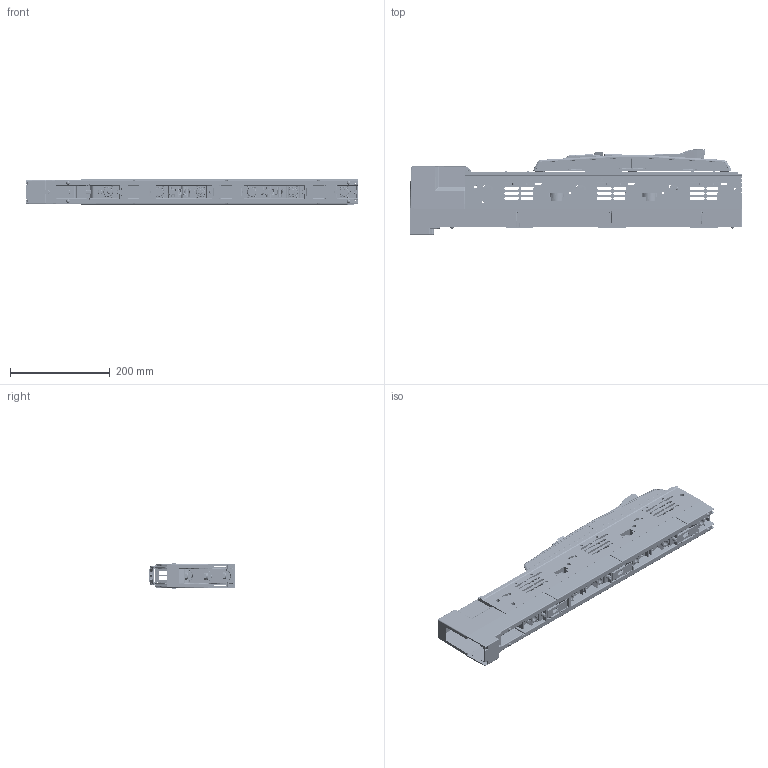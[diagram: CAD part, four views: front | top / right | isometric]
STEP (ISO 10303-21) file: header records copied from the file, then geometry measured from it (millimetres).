
FILE_DESCRIPTION(/* description */ (''),/* implementation_level */ '2;1');
FILE_NAME(/* name */ '条开160-185(3P)联体产品图.stp',/* time_stamp */ '2024-11-25T09:16:09+08:00',/* author */ (''),/* organization */ (''),/* preprocessor_version */ 'ST-DEVELOPER v20',/* originating_system */ 'SIEMENS PLM Software NX2406.6001',/* authorisation */ '');
FILE_SCHEMA (('AUTOMOTIVE_DESIGN { 1 0 10303 214 3 1 1 1 }'));
Products named in the file (1): 条开160-185(3P)联体产品图_o
bjects
Bounding box: 666.06 x 172.1 x 51.95 mm (x, y, z)
Volume: 1097483.2 mm3; surface area: 1054010.3 mm2
Topology: 40 solids, 42 shells, 12377 faces, 33506 edges, 20788 vertices
Faces by surface type: plane 5951, cylinder 4320, bspline 845, sphere 578, cone 352, torus 324, extrusion 7
Full cylindrical faces by diameter (mm): 2 x6, 2.8 x15, 3 x18, 3.2 x2, 3.307 x4, 3.407 x4, 4 x3, 4.017 x6, 4.2 x6, 4.409 x6, 4.6 x2, 4.609 x1, 5 x1, 5.188 x2, 5.432 x2, 5.5 x6, 5.556 x1, 5.9 x12, 6 x1, 6.769 x3, 7.76 x78, 8.2 x3, 8.257 x2, 8.4 x8, 8.5 x7, 8.6 x2, 10.2 x2, 10.521 x6, 11.702 x6, 12 x6
Entity records: 423785 total; most frequent: CARTESIAN_POINT 119877, ORIENTED_EDGE 64802, DIRECTION 62112, EDGE_CURVE 32401, AXIS2_PLACEMENT_3D 20929, VERTEX_POINT 20461, VECTOR 20254, LINE 20247
